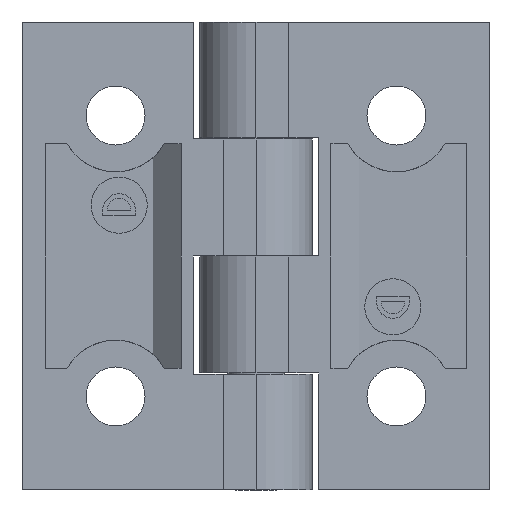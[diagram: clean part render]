
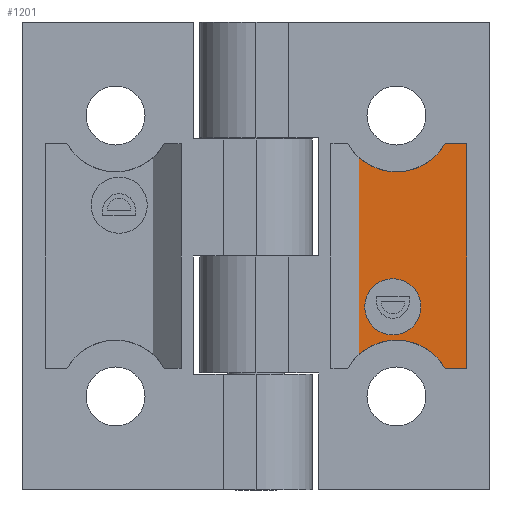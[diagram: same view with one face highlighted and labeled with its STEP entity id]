
A CAD part, left-side view. The second image highlights one B-rep face of the part: STEP entity #1201.
In plain terms, the highlighted face is planar.
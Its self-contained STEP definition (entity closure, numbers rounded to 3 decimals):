
#58 = DIRECTION ( 'NONE',  ( -1., 0., 0. ) ) ;
#79 = CARTESIAN_POINT ( 'NONE',  ( 14.622, 19.572, 3.5 ) ) ;
#82 = CIRCLE ( 'NONE', #178, 6. ) ;
#178 = AXIS2_PLACEMENT_3D ( 'NONE', #2202, #643, #1148 ) ;
#299 = CARTESIAN_POINT ( 'NONE',  ( 22.5, 37., 3.5 ) ) ;
#390 = FACE_OUTER_BOUND ( 'NONE', #3066, .T. ) ;
#394 = ORIENTED_EDGE ( 'NONE', *, *, #4286, .T. ) ;
#479 = CARTESIAN_POINT ( 'NONE',  ( 22.5, 13., 3.5 ) ) ;
#502 = DIRECTION ( 'NONE',  ( 0., 0., 1. ) ) ;
#522 = CARTESIAN_POINT ( 'NONE',  ( 14.622, 19.572, 3.5 ) ) ;
#626 = ORIENTED_EDGE ( 'NONE', *, *, #838, .T. ) ;
#643 = DIRECTION ( 'NONE',  ( 0., 0., 1. ) ) ;
#838 = EDGE_CURVE ( 'NONE', #2251, #5838, #4547, .T. ) ;
#945 = DIRECTION ( 'NONE',  ( 0., 0., -1. ) ) ;
#1024 = CARTESIAN_POINT ( 'NONE',  ( 17.622, 19.572, 3.5 ) ) ;
#1044 = LINE ( 'NONE', #4272, #5463 ) ;
#1148 = DIRECTION ( 'NONE',  ( 1., 0., 0. ) ) ;
#1150 = CARTESIAN_POINT ( 'NONE',  ( 15., 10., 3.5 ) ) ;
#1201 = ADVANCED_FACE ( 'NONE', ( #5826, #390 ), #2494, .F. ) ;
#1286 = VECTOR ( 'NONE', #5673, 1000. ) ;
#1335 = EDGE_CURVE ( 'NONE', #4770, #5838, #3541, .T. ) ;
#1529 = ORIENTED_EDGE ( 'NONE', *, *, #4472, .T. ) ;
#1582 = DIRECTION ( 'NONE',  ( 0., 1., 0. ) ) ;
#1601 = LINE ( 'NONE', #4631, #6404 ) ;
#1634 = DIRECTION ( 'NONE',  ( 0., 0., 1. ) ) ;
#1904 = EDGE_CURVE ( 'NONE', #3318, #3012, #2990, .T. ) ;
#2102 = EDGE_CURVE ( 'NONE', #3012, #3318, #2839, .T. ) ;
#2105 = CARTESIAN_POINT ( 'NONE',  ( 22.5, 37., 3.5 ) ) ;
#2129 = AXIS2_PLACEMENT_3D ( 'NONE', #522, #502, #2477 ) ;
#2202 = CARTESIAN_POINT ( 'NONE',  ( 15., 40., 3.5 ) ) ;
#2251 = VERTEX_POINT ( 'NONE', #5401 ) ;
#2384 = AXIS2_PLACEMENT_3D ( 'NONE', #1150, #2624, #3675 ) ;
#2477 = DIRECTION ( 'NONE',  ( -1., 0., 0. ) ) ;
#2494 = PLANE ( 'NONE',  #4082 ) ;
#2624 = DIRECTION ( 'NONE',  ( 0., 0., 1. ) ) ;
#2673 = VERTEX_POINT ( 'NONE', #3789 ) ;
#2695 = CARTESIAN_POINT ( 'NONE',  ( 11., 38., 3.5 ) ) ;
#2826 = CARTESIAN_POINT ( 'NONE',  ( 20.196, 13., 3.5 ) ) ;
#2839 = CIRCLE ( 'NONE', #6043, 3. ) ;
#2865 = ORIENTED_EDGE ( 'NONE', *, *, #6508, .T. ) ;
#2990 = CIRCLE ( 'NONE', #2129, 3. ) ;
#3012 = VERTEX_POINT ( 'NONE', #1024 ) ;
#3066 = EDGE_LOOP ( 'NONE', ( #6081, #1529, #2865, #394, #6368, #626 ) ) ;
#3202 = CARTESIAN_POINT ( 'NONE',  ( 11., 14.472, 3.5 ) ) ;
#3318 = VERTEX_POINT ( 'NONE', #3354 ) ;
#3354 = CARTESIAN_POINT ( 'NONE',  ( 11.622, 19.572, 3.5 ) ) ;
#3541 = CIRCLE ( 'NONE', #2384, 6. ) ;
#3576 = VECTOR ( 'NONE', #4311, 1000. ) ;
#3596 = VERTEX_POINT ( 'NONE', #479 ) ;
#3675 = DIRECTION ( 'NONE',  ( 1., 0., 0. ) ) ;
#3789 = CARTESIAN_POINT ( 'NONE',  ( 20.196, 37., 3.5 ) ) ;
#4020 = VERTEX_POINT ( 'NONE', #299 ) ;
#4082 = AXIS2_PLACEMENT_3D ( 'NONE', #5082, #945, #6590 ) ;
#4272 = CARTESIAN_POINT ( 'NONE',  ( 20.196, 13., 3.5 ) ) ;
#4286 = EDGE_CURVE ( 'NONE', #4020, #2673, #5620, .T. ) ;
#4311 = DIRECTION ( 'NONE',  ( 0., -1., 0. ) ) ;
#4372 = EDGE_CURVE ( 'NONE', #2251, #2673, #82, .T. ) ;
#4472 = EDGE_CURVE ( 'NONE', #4770, #3596, #1044, .T. ) ;
#4547 = LINE ( 'NONE', #2695, #3576 ) ;
#4631 = CARTESIAN_POINT ( 'NONE',  ( 22.5, 13., 3.5 ) ) ;
#4770 = VERTEX_POINT ( 'NONE', #2826 ) ;
#5028 = EDGE_LOOP ( 'NONE', ( #6187, #5654 ) ) ;
#5082 = CARTESIAN_POINT ( 'NONE',  ( 15., 10., 3.5 ) ) ;
#5331 = DIRECTION ( 'NONE',  ( 1., 0., 0. ) ) ;
#5401 = CARTESIAN_POINT ( 'NONE',  ( 11., 35.528, 3.5 ) ) ;
#5463 = VECTOR ( 'NONE', #5331, 1000. ) ;
#5620 = LINE ( 'NONE', #2105, #1286 ) ;
#5654 = ORIENTED_EDGE ( 'NONE', *, *, #2102, .F. ) ;
#5673 = DIRECTION ( 'NONE',  ( -1., 0., 0. ) ) ;
#5826 = FACE_BOUND ( 'NONE', #5028, .T. ) ;
#5838 = VERTEX_POINT ( 'NONE', #3202 ) ;
#6043 = AXIS2_PLACEMENT_3D ( 'NONE', #79, #1634, #58 ) ;
#6081 = ORIENTED_EDGE ( 'NONE', *, *, #1335, .F. ) ;
#6187 = ORIENTED_EDGE ( 'NONE', *, *, #1904, .F. ) ;
#6368 = ORIENTED_EDGE ( 'NONE', *, *, #4372, .F. ) ;
#6404 = VECTOR ( 'NONE', #1582, 1000. ) ;
#6508 = EDGE_CURVE ( 'NONE', #3596, #4020, #1601, .T. ) ;
#6590 = DIRECTION ( 'NONE',  ( -1., 0., 0. ) ) ;
